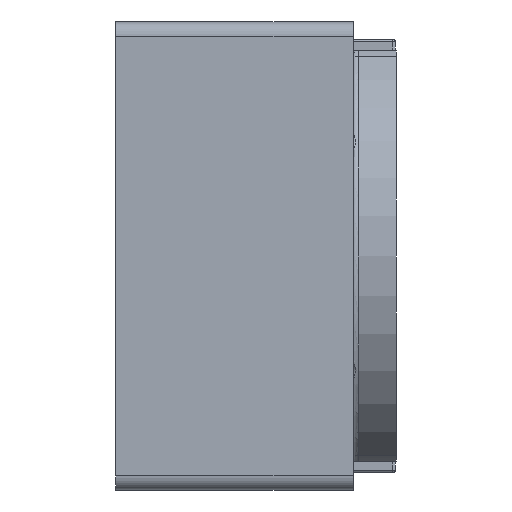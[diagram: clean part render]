
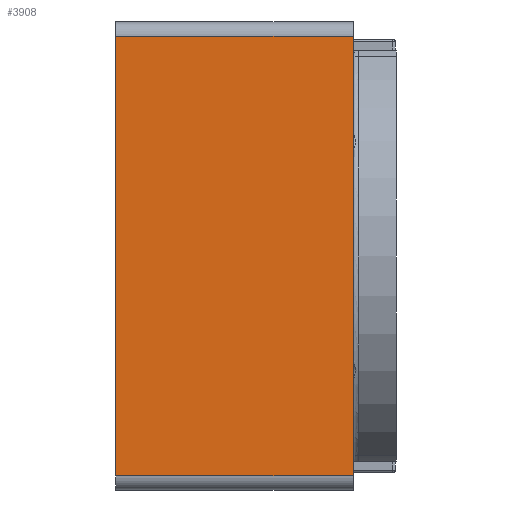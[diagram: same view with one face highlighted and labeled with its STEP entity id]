
A CAD part, left-side view. The second image highlights one B-rep face of the part: STEP entity #3908.
In plain terms, the highlighted planar face has unit normal (-1, 0, 0).
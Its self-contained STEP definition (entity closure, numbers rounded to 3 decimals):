
#133 = CARTESIAN_POINT ( 'NONE',  ( -1.5, 4.415, 1.175 ) ) ;
#166 = DIRECTION ( 'NONE',  ( 0., -1., 0. ) ) ;
#798 = ORIENTED_EDGE ( 'NONE', *, *, #4155, .T. ) ;
#837 = LINE ( 'NONE', #7306, #7405 ) ;
#974 = EDGE_CURVE ( 'NONE', #1328, #1700, #6639, .T. ) ;
#1313 = DIRECTION ( 'NONE',  ( 1., 0., 0. ) ) ;
#1328 = VERTEX_POINT ( 'NONE', #3475 ) ;
#1343 = PLANE ( 'NONE',  #6082 ) ;
#1623 = EDGE_CURVE ( 'NONE', #8364, #1328, #837, .T. ) ;
#1700 = VERTEX_POINT ( 'NONE', #8967 ) ;
#2671 = CARTESIAN_POINT ( 'NONE',  ( -1.5, 4.415, -1.175 ) ) ;
#2801 = LINE ( 'NONE', #7294, #3126 ) ;
#3066 = DIRECTION ( 'NONE',  ( 0., 0., 1. ) ) ;
#3126 = VECTOR ( 'NONE', #7263, 1000. ) ;
#3305 = ORIENTED_EDGE ( 'NONE', *, *, #4357, .T. ) ;
#3475 = CARTESIAN_POINT ( 'NONE',  ( -1.5, 1.5, 1.175 ) ) ;
#3908 = ADVANCED_FACE ( 'NONE', ( #5813 ), #1343, .F. ) ;
#3961 = VECTOR ( 'NONE', #166, 1000. ) ;
#4155 = EDGE_CURVE ( 'NONE', #4575, #1700, #2801, .T. ) ;
#4240 = CARTESIAN_POINT ( 'NONE',  ( -1.5, 4.415, 1.175 ) ) ;
#4357 = EDGE_CURVE ( 'NONE', #8364, #4575, #5691, .T. ) ;
#4575 = VERTEX_POINT ( 'NONE', #7845 ) ;
#5558 = DIRECTION ( 'NONE',  ( 0., 0., -1. ) ) ;
#5583 = VECTOR ( 'NONE', #9045, 1000. ) ;
#5691 = LINE ( 'NONE', #2671, #5583 ) ;
#5813 = FACE_OUTER_BOUND ( 'NONE', #6946, .T. ) ;
#6082 = AXIS2_PLACEMENT_3D ( 'NONE', #4240, #1313, #5558 ) ;
#6497 = ORIENTED_EDGE ( 'NONE', *, *, #1623, .F. ) ;
#6639 = LINE ( 'NONE', #133, #3961 ) ;
#6946 = EDGE_LOOP ( 'NONE', ( #6497, #3305, #798, #7511 ) ) ;
#7263 = DIRECTION ( 'NONE',  ( 0., 0., 1. ) ) ;
#7294 = CARTESIAN_POINT ( 'NONE',  ( -1.5, 0.231, 1.175 ) ) ;
#7306 = CARTESIAN_POINT ( 'NONE',  ( -1.5, 1.5, 1.175 ) ) ;
#7405 = VECTOR ( 'NONE', #3066, 1000. ) ;
#7511 = ORIENTED_EDGE ( 'NONE', *, *, #974, .F. ) ;
#7845 = CARTESIAN_POINT ( 'NONE',  ( -1.5, 0.231, -1.175 ) ) ;
#8306 = CARTESIAN_POINT ( 'NONE',  ( -1.5, 1.5, -1.175 ) ) ;
#8364 = VERTEX_POINT ( 'NONE', #8306 ) ;
#8967 = CARTESIAN_POINT ( 'NONE',  ( -1.5, 0.231, 1.175 ) ) ;
#9045 = DIRECTION ( 'NONE',  ( 0., -1., 0. ) ) ;
